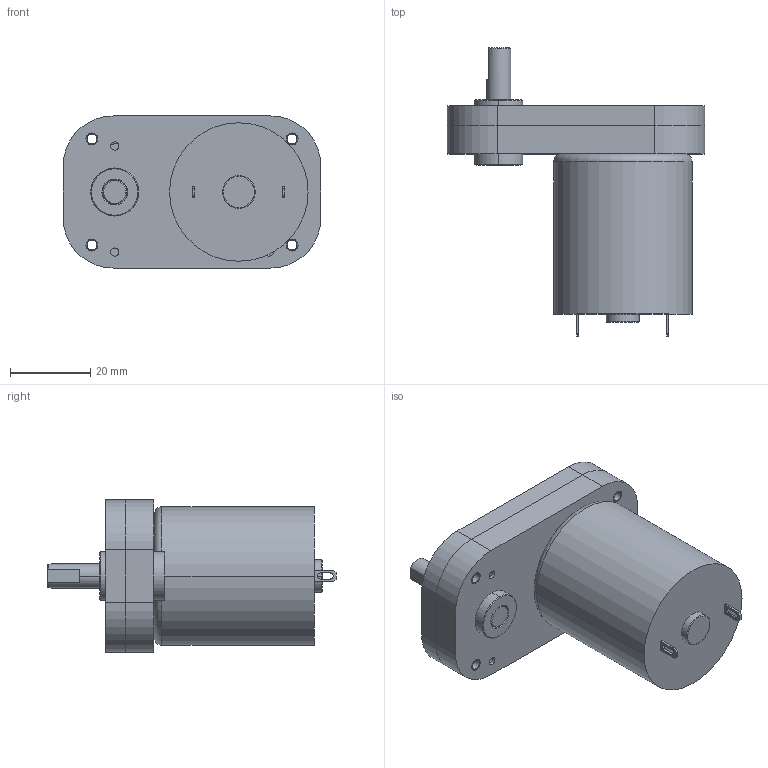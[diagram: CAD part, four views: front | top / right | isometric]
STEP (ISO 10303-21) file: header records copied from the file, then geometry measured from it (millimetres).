
FILE_DESCRIPTION((''),'2;1');
FILE_NAME('65SS-3540_ASM','2024-07-10T',('86157'),(''),'PRO/ENGINEER BY PARAMETRIC TECHNOLOGY CORPORATION, 2010280','PRO/ENGINEER BY PARAMETRIC TECHNOLOGY CORPORATION, 2010280','');
FILE_SCHEMA(('CONFIG_CONTROL_DESIGN'));
Length unit declared in the file: millimetre
Products named in the file (7): D065P410K002-B; D065P410K001; D065P510E002; ZHOU; DM000P351001; 3540; 65SS-3540_ASM
Assembly tree (10 placements, depth 2):
  65SS-3540_ASM
    D065P410K002-B
    D065P410K001
    D065P510E002  x2
    ZHOU
    DM000P351001  x4
    3540
Bounding box: 64.4 x 72 x 38 mm (x, y, z)
Volume: 52068.1 mm3; surface area: 22348.8 mm2
Topology: 10 solids, 18 shells, 378 faces, 957 edges, 622 vertices
Faces by surface type: cylinder 186, plane 133, cone 53, torus 6
Entity records: 9403 total; most frequent: DIRECTION 1774, CARTESIAN_POINT 1596, ORIENTED_EDGE 1476, EDGE_CURVE 761, AXIS2_PLACEMENT_3D 708, VERTEX_POINT 500, CIRCLE 397, VECTOR 358
